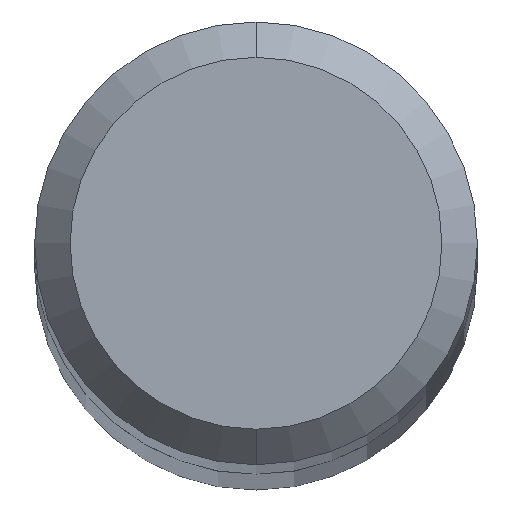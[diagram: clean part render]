
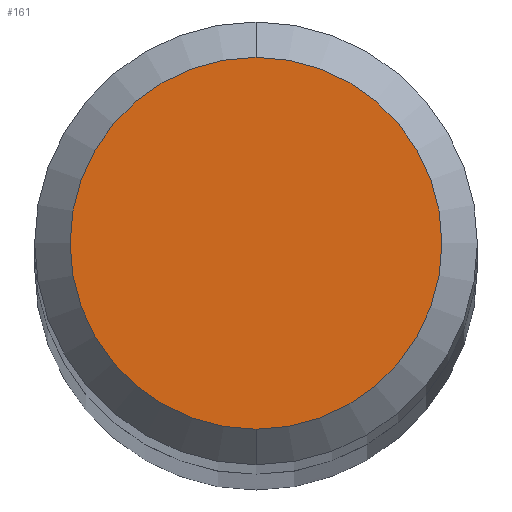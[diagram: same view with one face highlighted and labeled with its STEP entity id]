
A CAD part, top view. The second image highlights one B-rep face of the part: STEP entity #161.
In plain terms, the highlighted planar face has unit normal (0, 0, 1).
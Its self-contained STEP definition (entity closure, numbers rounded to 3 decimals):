
#161=ADVANCED_FACE('',(#436),#437,.T.);
#193=EDGE_CURVE('',#379,#277,#475,.T.);
#277=VERTEX_POINT('',#565);
#373=EDGE_CURVE('',#277,#379,#669,.T.);
#379=VERTEX_POINT('',#676);
#436=FACE_OUTER_BOUND('',#729,.T.);
#437=PLANE('',#730);
#475=CIRCLE('',#812,2.1);
#565=CARTESIAN_POINT('',(0.,-2.1,0.0));
#669=CIRCLE('',#1253,2.1);
#676=CARTESIAN_POINT('',(0.0,2.1,0.0));
#729=EDGE_LOOP('',(#1314,#1315));
#730=AXIS2_PLACEMENT_3D('',#1316,#1317,#1318);
#812=AXIS2_PLACEMENT_3D('',#1376,#1377,#1378);
#1253=AXIS2_PLACEMENT_3D('',#1561,#1562,#1563);
#1314=ORIENTED_EDGE('',*,*,#193,.F.);
#1315=ORIENTED_EDGE('',*,*,#373,.F.);
#1316=CARTESIAN_POINT('',(0.0,1.05,0.0));
#1317=DIRECTION('',(-0.0,0.0,1.0));
#1318=DIRECTION('',(0.0,-1.0,0.0));
#1376=CARTESIAN_POINT('',(0.0,0.0,0.0));
#1377=DIRECTION('',(0.0,0.0,-1.0));
#1378=DIRECTION('',(0.0,1.0,0.0));
#1561=CARTESIAN_POINT('',(0.0,0.0,0.0));
#1562=DIRECTION('',(0.0,0.0,-1.0));
#1563=DIRECTION('',(0.0,1.0,0.0));
